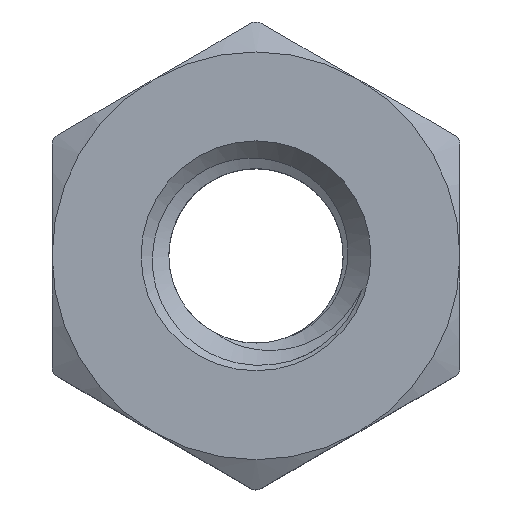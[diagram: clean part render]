
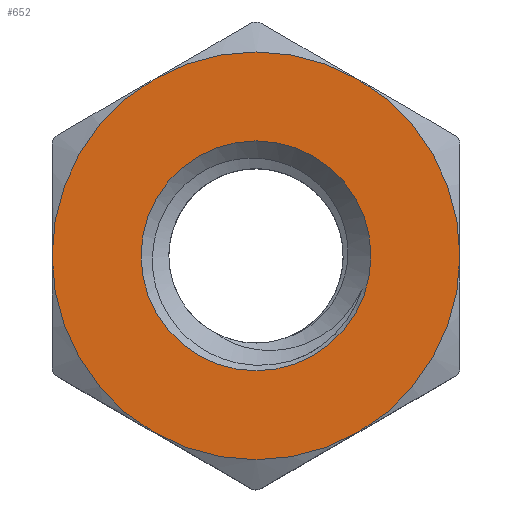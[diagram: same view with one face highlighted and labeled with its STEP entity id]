
A CAD part, top view. The second image highlights one B-rep face of the part: STEP entity #652.
In plain terms, the highlighted planar face has unit normal (0, 0, 1).
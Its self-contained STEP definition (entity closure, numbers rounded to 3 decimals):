
#42=FACE_BOUND('',#126,.T.);
#50=PLANE('',#718);
#84=FACE_OUTER_BOUND('',#125,.T.);
#125=EDGE_LOOP('',(#512,#513,#514,#515,#516,#517));
#126=EDGE_LOOP('',(#518));
#152=CIRCLE('',#702,1.55);
#159=CIRCLE('',#719,2.75);
#160=CIRCLE('',#720,2.75);
#161=CIRCLE('',#721,2.75);
#162=CIRCLE('',#722,2.75);
#163=CIRCLE('',#723,2.75);
#164=CIRCLE('',#724,2.75);
#274=VERTEX_POINT('',#1491);
#282=VERTEX_POINT('',#1657);
#288=VERTEX_POINT('',#1682);
#292=VERTEX_POINT('',#1697);
#297=VERTEX_POINT('',#1717);
#302=VERTEX_POINT('',#1737);
#307=VERTEX_POINT('',#1757);
#348=EDGE_CURVE('',#274,#274,#152,.T.);
#395=EDGE_CURVE('',#302,#307,#159,.T.);
#396=EDGE_CURVE('',#307,#282,#160,.T.);
#397=EDGE_CURVE('',#282,#288,#161,.T.);
#398=EDGE_CURVE('',#288,#292,#162,.T.);
#399=EDGE_CURVE('',#292,#297,#163,.T.);
#400=EDGE_CURVE('',#297,#302,#164,.T.);
#512=ORIENTED_EDGE('',*,*,#395,.T.);
#513=ORIENTED_EDGE('',*,*,#396,.T.);
#514=ORIENTED_EDGE('',*,*,#397,.T.);
#515=ORIENTED_EDGE('',*,*,#398,.T.);
#516=ORIENTED_EDGE('',*,*,#399,.T.);
#517=ORIENTED_EDGE('',*,*,#400,.T.);
#518=ORIENTED_EDGE('',*,*,#348,.F.);
#652=ADVANCED_FACE('',(#84,#42),#50,.T.);
#702=AXIS2_PLACEMENT_3D('',#1493,#785,#786);
#718=AXIS2_PLACEMENT_3D('',#1775,#829,#830);
#719=AXIS2_PLACEMENT_3D('',#1776,#831,#832);
#720=AXIS2_PLACEMENT_3D('',#1777,#833,#834);
#721=AXIS2_PLACEMENT_3D('',#1778,#835,#836);
#722=AXIS2_PLACEMENT_3D('',#1779,#837,#838);
#723=AXIS2_PLACEMENT_3D('',#1780,#839,#840);
#724=AXIS2_PLACEMENT_3D('',#1781,#841,#842);
#785=DIRECTION('center_axis',(0.,0.,1.));
#786=DIRECTION('ref_axis',(1.,0.,0.));
#829=DIRECTION('center_axis',(0.,0.,1.));
#830=DIRECTION('ref_axis',(1.,0.,0.));
#831=DIRECTION('center_axis',(0.,0.,1.));
#832=DIRECTION('ref_axis',(1.,0.,0.));
#833=DIRECTION('center_axis',(0.,0.,1.));
#834=DIRECTION('ref_axis',(1.,0.,0.));
#835=DIRECTION('center_axis',(0.,0.,1.));
#836=DIRECTION('ref_axis',(1.,0.,0.));
#837=DIRECTION('center_axis',(0.,0.,1.));
#838=DIRECTION('ref_axis',(1.,0.,0.));
#839=DIRECTION('center_axis',(0.,0.,1.));
#840=DIRECTION('ref_axis',(1.,0.,0.));
#841=DIRECTION('center_axis',(0.,0.,1.));
#842=DIRECTION('ref_axis',(1.,0.,0.));
#1491=CARTESIAN_POINT('',(-1.55,0.,1.2));
#1493=CARTESIAN_POINT('Origin',(0.,0.,1.2));
#1657=CARTESIAN_POINT('',(1.375,2.382,1.2));
#1682=CARTESIAN_POINT('',(-1.375,2.382,1.2));
#1697=CARTESIAN_POINT('',(-2.75,0.,1.2));
#1717=CARTESIAN_POINT('',(-1.375,-2.382,1.2));
#1737=CARTESIAN_POINT('',(1.375,-2.382,1.2));
#1757=CARTESIAN_POINT('',(2.75,0.,1.2));
#1775=CARTESIAN_POINT('Origin',(0.,0.,1.2));
#1776=CARTESIAN_POINT('Origin',(0.,0.,1.2));
#1777=CARTESIAN_POINT('Origin',(0.,0.,1.2));
#1778=CARTESIAN_POINT('Origin',(0.,0.,1.2));
#1779=CARTESIAN_POINT('Origin',(0.,0.,1.2));
#1780=CARTESIAN_POINT('Origin',(0.,0.,1.2));
#1781=CARTESIAN_POINT('Origin',(0.,0.,1.2));
